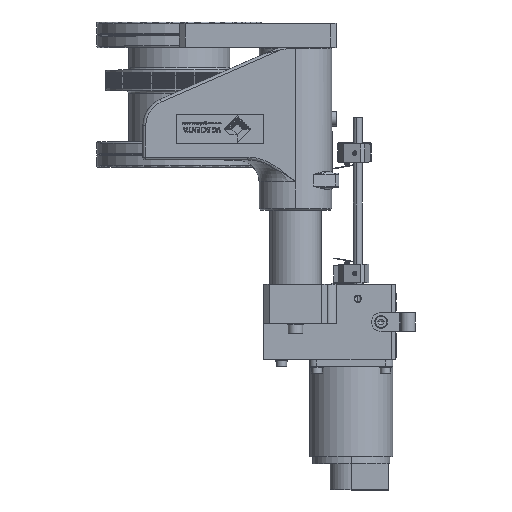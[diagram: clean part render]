
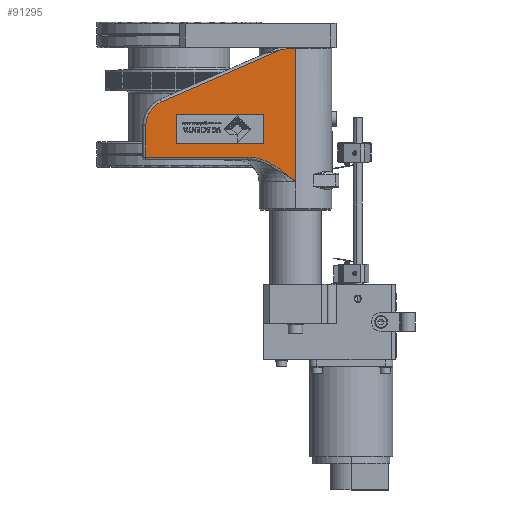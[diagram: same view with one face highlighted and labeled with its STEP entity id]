
A CAD part, top view. The second image highlights one B-rep face of the part: STEP entity #91295.
In plain terms, the highlighted planar face has unit normal (0, 0, 1).
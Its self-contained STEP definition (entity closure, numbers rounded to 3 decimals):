
#5845=CARTESIAN_POINT('',(80.,-110.,65.));
#10156=CARTESIAN_POINT('',(80.,-18.077,65.));
#10157=CARTESIAN_POINT('',(79.588,-18.077,65.));
#10158=CARTESIAN_POINT('',(78.762,-18.089,65.));
#10159=CARTESIAN_POINT('',(77.517,-18.142,65.));
#10160=CARTESIAN_POINT('',(76.268,-18.231,65.));
#10161=CARTESIAN_POINT('',(75.008,-18.357,65.));
#10162=CARTESIAN_POINT('',(73.764,-18.514,65.));
#10163=CARTESIAN_POINT('',(72.509,-18.706,65.));
#10164=CARTESIAN_POINT('',(71.246,-18.931,65.));
#10165=CARTESIAN_POINT('',(70.395,-19.104,65.));
#10166=CARTESIAN_POINT('',(69.968,-19.196,65.));
#10168=CARTESIAN_POINT('',(69.968,-19.196,65.));
#10268=DIRECTION('',(0.,-1.,0.));
#10269=VECTOR('',#10268,91.923);
#10270=CARTESIAN_POINT('',(80.,-18.077,65.));
#10271=LINE('',#10270,#10269);
#10272=CARTESIAN_POINT('',(-5.,-71.548,65.));
#10273=DIRECTION('',(0.,0.,-1.));
#10274=DIRECTION('',(-1.,0.,0.));
#10275=AXIS2_PLACEMENT_3D('',#10272,#10273,#10274);
#10277=DIRECTION('',(0.917,0.4,0.));
#10278=VECTOR('',#10277,89.649);
#10279=CARTESIAN_POINT('',(-12.199,-55.051,65.));
#10280=LINE('',#10279,#10278);
#10281=DIRECTION('',(-1.,0.,0.));
#10282=VECTOR('',#10281,60.);
#10283=CARTESIAN_POINT('',(58.,-64.,65.));
#10284=LINE('',#10283,#10282);
#10285=DIRECTION('',(0.,-1.,0.));
#10286=VECTOR('',#10285,20.);
#10287=CARTESIAN_POINT('',(-2.,-64.,65.));
#10288=LINE('',#10287,#10286);
#10289=DIRECTION('',(1.,0.,0.));
#10290=VECTOR('',#10289,60.);
#10291=CARTESIAN_POINT('',(-2.,-84.,65.));
#10292=LINE('',#10291,#10290);
#10293=DIRECTION('',(0.,1.,0.));
#10294=VECTOR('',#10293,20.);
#10295=CARTESIAN_POINT('',(58.,-84.,65.));
#10296=LINE('',#10295,#10294);
#10297=CARTESIAN_POINT('',(47.274,-93.,65.));
#10298=CARTESIAN_POINT('',(47.788,-92.999,
65.));
#10299=CARTESIAN_POINT('',(48.839,-93.032,
65.));
#10300=CARTESIAN_POINT('',(50.47,-93.177,
65.));
#10301=CARTESIAN_POINT('',(52.199,-93.442,65.));
#10302=CARTESIAN_POINT('',(53.752,-93.767,65.));
#10303=CARTESIAN_POINT('',(55.543,-94.244,65.));
#10304=CARTESIAN_POINT('',(57.225,-94.793,65.));
#10305=CARTESIAN_POINT('',(59.004,-95.473,65.));
#10306=CARTESIAN_POINT('',(60.708,-96.225,65.));
#10307=CARTESIAN_POINT('',(62.24,-96.975,65.));
#10308=CARTESIAN_POINT('',(63.945,-97.898,65.));
#10309=CARTESIAN_POINT('',(65.293,-98.69,65.));
#10310=CARTESIAN_POINT('',(66.811,-99.642,65.));
#10311=CARTESIAN_POINT('',(68.047,-100.466,65.));
#10312=CARTESIAN_POINT('',(69.437,-101.437,65.));
#10313=CARTESIAN_POINT('',(70.792,-102.431,65.));
#10314=CARTESIAN_POINT('',(72.055,-103.394,65.));
#10315=CARTESIAN_POINT('',(73.5,-104.533,65.));
#10316=CARTESIAN_POINT('',(75.084,-105.825,65.));
#10317=CARTESIAN_POINT('',(76.481,-106.992,65.));
#10318=CARTESIAN_POINT('',(78.129,-108.392,65.));
#10319=CARTESIAN_POINT('',(79.353,-109.442,65.));
#10320=CARTESIAN_POINT('',(80.,-110.,65.));
#10322=DIRECTION('',(1.,0.,0.));
#10323=VECTOR('',#10322,70.274);
#10324=CARTESIAN_POINT('',(-23.,-93.,65.));
#10325=LINE('',#10324,#10323);
#10749=DIRECTION('',(0.,-1.,0.));
#10750=VECTOR('',#10749,21.452);
#10751=CARTESIAN_POINT('',(-23.,-71.548,65.));
#10752=LINE('',#10751,#10750);
#64996=VERTEX_POINT('',#5845);
#65154=CARTESIAN_POINT('',(80.,-18.077,65.));
#65155=VERTEX_POINT('',#65154);
#65330=VERTEX_POINT('',#10168);
#65331=VERTEX_POINT('',#10297);
#65332=CARTESIAN_POINT('',(-23.,-93.,65.));
#65333=VERTEX_POINT('',#65332);
#65334=CARTESIAN_POINT('',(-23.,-71.548,65.));
#65335=VERTEX_POINT('',#65334);
#65336=CARTESIAN_POINT('',(-12.199,-55.051,65.));
#65337=VERTEX_POINT('',#65336);
#80931=CARTESIAN_POINT('',(58.,-64.,65.));
#80932=CARTESIAN_POINT('',(-2.,-64.,65.));
#80933=VERTEX_POINT('',#80931);
#80934=VERTEX_POINT('',#80932);
#80935=CARTESIAN_POINT('',(-2.,-84.,65.));
#80936=VERTEX_POINT('',#80935);
#80937=CARTESIAN_POINT('',(58.,-84.,65.));
#80938=VERTEX_POINT('',#80937);
#91266=CARTESIAN_POINT('',(28.5,-64.039,65.));
#91267=DIRECTION('',(0.,0.,1.));
#91268=DIRECTION('',(1.,0.,0.));
#91269=AXIS2_PLACEMENT_3D('',#91266,#91267,#91268);
#91270=PLANE('',#91269);
#91271=ORIENTED_EDGE('',*,*,#91242,.F.);
#91272=ORIENTED_EDGE('',*,*,#91227,.T.);
#91274=ORIENTED_EDGE('',*,*,#91273,.F.);
#91276=ORIENTED_EDGE('',*,*,#91275,.F.);
#91278=ORIENTED_EDGE('',*,*,#91277,.F.);
#91280=ORIENTED_EDGE('',*,*,#91279,.T.);
#91282=ORIENTED_EDGE('',*,*,#91281,.T.);
#91283=EDGE_LOOP('',(#91271,#91272,#91274,#91276,#91278,#91280,#91282));
#91284=FACE_OUTER_BOUND('',#91283,.F.);
#91286=ORIENTED_EDGE('',*,*,#91285,.T.);
#91288=ORIENTED_EDGE('',*,*,#91287,.T.);
#91290=ORIENTED_EDGE('',*,*,#91289,.T.);
#91292=ORIENTED_EDGE('',*,*,#91291,.T.);
#91293=EDGE_LOOP('',(#91286,#91288,#91290,#91292));
#91294=FACE_BOUND('',#91293,.F.);
#10167=B_SPLINE_CURVE_WITH_KNOTS('',3,(#10156,#10157,#10158,#10159,#10160,
#10161,#10162,#10163,#10164,#10165,#10166),.UNSPECIFIED.,.F.,.F.,(4,1,1,1,1,1,1,
1,4),(0.,0.125,0.25,0.375,0.5,0.625,0.75,0.875,1.),
.UNSPECIFIED.);
#10276=CIRCLE('',#10275,18.);
#10321=B_SPLINE_CURVE_WITH_KNOTS('',3,(#10297,#10298,#10299,#10300,#10301,
#10302,#10303,#10304,#10305,#10306,#10307,#10308,#10309,#10310,#10311,#10312,
#10313,#10314,#10315,#10316,#10317,#10318,#10319,#10320),.UNSPECIFIED.,.F.,.F.,(
4,1,1,1,1,1,1,1,1,1,1,1,1,1,1,1,1,1,1,1,1,4),(0.,0.048,
0.095,0.143,0.19,0.238,
0.286,0.333,0.381,0.429,
0.476,0.524,0.571,0.619,
0.667,0.714,0.762,0.81,
0.857,0.905,0.952,1.),.UNSPECIFIED.);
#91227=EDGE_CURVE('',#65155,#64996,#10271,.T.);
#91242=EDGE_CURVE('',#65155,#65330,#10167,.T.);
#91273=EDGE_CURVE('',#65331,#64996,#10321,.T.);
#91275=EDGE_CURVE('',#65333,#65331,#10325,.T.);
#91277=EDGE_CURVE('',#65335,#65333,#10752,.T.);
#91279=EDGE_CURVE('',#65335,#65337,#10276,.T.);
#91281=EDGE_CURVE('',#65337,#65330,#10280,.T.);
#91285=EDGE_CURVE('',#80933,#80934,#10284,.T.);
#91287=EDGE_CURVE('',#80934,#80936,#10288,.T.);
#91289=EDGE_CURVE('',#80936,#80938,#10292,.T.);
#91291=EDGE_CURVE('',#80938,#80933,#10296,.T.);
#91295=ADVANCED_FACE('',(#91284,#91294),#91270,.T.);
